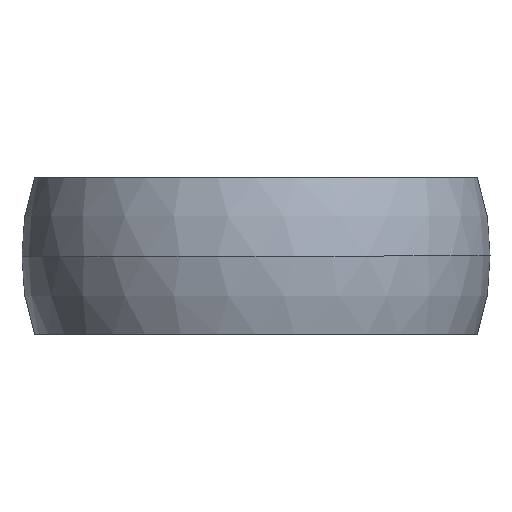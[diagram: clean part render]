
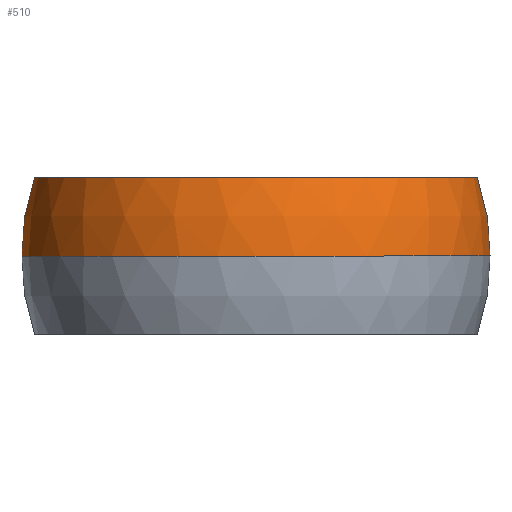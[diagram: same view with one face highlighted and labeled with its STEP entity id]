
A CAD part, left-side view. The second image highlights one B-rep face of the part: STEP entity #510.
In plain terms, the highlighted spherical face has radius 6 mm.
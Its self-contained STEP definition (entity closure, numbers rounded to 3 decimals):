
#12 = EDGE_CURVE ( 'NONE', #194, #312, #105, .T. ) ;
#19 = DIRECTION ( 'NONE',  ( 1., 0., 0. ) ) ;
#25 = CIRCLE ( 'NONE', #318, 5.657 ) ;
#27 = VERTEX_POINT ( 'NONE', #508 ) ;
#29 = ORIENTED_EDGE ( 'NONE', *, *, #486, .T. ) ;
#43 = CARTESIAN_POINT ( 'NONE',  ( -33.343, 2., 0. ) ) ;
#58 = EDGE_CURVE ( 'NONE', #27, #354, #484, .T. ) ;
#61 = DIRECTION ( 'NONE',  ( 0., 0., 1. ) ) ;
#71 = AXIS2_PLACEMENT_3D ( 'NONE', #222, #19, #178 ) ;
#82 = DIRECTION ( 'NONE',  ( 0., 0., -1. ) ) ;
#101 = ORIENTED_EDGE ( 'NONE', *, *, #58, .F. ) ;
#105 = CIRCLE ( 'NONE', #404, 5.657 ) ;
#110 = CARTESIAN_POINT ( 'NONE',  ( -33.343, 0., 0. ) ) ;
#112 = AXIS2_PLACEMENT_3D ( 'NONE', #110, #278, #240 ) ;
#121 = CARTESIAN_POINT ( 'NONE',  ( -33.343, 0., 2. ) ) ;
#135 = CARTESIAN_POINT ( 'NONE',  ( -33.343, -2., 0. ) ) ;
#137 = EDGE_CURVE ( 'NONE', #354, #312, #437, .T. ) ;
#147 = AXIS2_PLACEMENT_3D ( 'NONE', #191, #188, #399 ) ;
#178 = DIRECTION ( 'NONE',  ( 0., 0., -1. ) ) ;
#185 = CARTESIAN_POINT ( 'NONE',  ( -39., 0., 0. ) ) ;
#188 = DIRECTION ( 'NONE',  ( 0., 0., -1. ) ) ;
#189 = CARTESIAN_POINT ( 'NONE',  ( -39., 0., 0. ) ) ;
#191 = CARTESIAN_POINT ( 'NONE',  ( -39., 0., 0. ) ) ;
#194 = VERTEX_POINT ( 'NONE', #261 ) ;
#201 = DIRECTION ( 'NONE',  ( 1., 0., 0. ) ) ;
#202 = ORIENTED_EDGE ( 'NONE', *, *, #249, .F. ) ;
#209 = VERTEX_POINT ( 'NONE', #135 ) ;
#222 = CARTESIAN_POINT ( 'NONE',  ( -33.343, 0., 0. ) ) ;
#240 = DIRECTION ( 'NONE',  ( 0., 0., -1. ) ) ;
#245 = CIRCLE ( 'NONE', #71, 2. ) ;
#247 = CARTESIAN_POINT ( 'NONE',  ( -39., 0., 2. ) ) ;
#249 = EDGE_CURVE ( 'NONE', #312, #209, #245, .T. ) ;
#261 = CARTESIAN_POINT ( 'NONE',  ( -44.657, 0., 2. ) ) ;
#271 = SPHERICAL_SURFACE ( 'NONE', #379, 6. ) ;
#275 = DIRECTION ( 'NONE',  ( 0., 0., 1. ) ) ;
#278 = DIRECTION ( 'NONE',  ( 1., 0., 0. ) ) ;
#281 = EDGE_CURVE ( 'NONE', #312, #194, #25, .T. ) ;
#295 = CIRCLE ( 'NONE', #445, 6. ) ;
#312 = VERTEX_POINT ( 'NONE', #121 ) ;
#318 = AXIS2_PLACEMENT_3D ( 'NONE', #247, #82, #201 ) ;
#324 = ORIENTED_EDGE ( 'NONE', *, *, #281, .T. ) ;
#347 = FACE_OUTER_BOUND ( 'NONE', #463, .T. ) ;
#348 = ORIENTED_EDGE ( 'NONE', *, *, #137, .F. ) ;
#353 = DIRECTION ( 'NONE',  ( 0., 1., 0. ) ) ;
#354 = VERTEX_POINT ( 'NONE', #43 ) ;
#359 = ORIENTED_EDGE ( 'NONE', *, *, #12, .T. ) ;
#379 = AXIS2_PLACEMENT_3D ( 'NONE', #185, #275, #353 ) ;
#399 = DIRECTION ( 'NONE',  ( -1., 0., 0. ) ) ;
#404 = AXIS2_PLACEMENT_3D ( 'NONE', #429, #476, #439 ) ;
#429 = CARTESIAN_POINT ( 'NONE',  ( -39., 0., 2. ) ) ;
#430 = DIRECTION ( 'NONE',  ( 0., -1., 0. ) ) ;
#437 = CIRCLE ( 'NONE', #112, 2. ) ;
#439 = DIRECTION ( 'NONE',  ( 1., 0., 0. ) ) ;
#445 = AXIS2_PLACEMENT_3D ( 'NONE', #189, #61, #430 ) ;
#463 = EDGE_LOOP ( 'NONE', ( #101, #29, #202, #324, #359, #348 ) ) ;
#476 = DIRECTION ( 'NONE',  ( 0., 0., -1. ) ) ;
#484 = CIRCLE ( 'NONE', #147, 6. ) ;
#486 = EDGE_CURVE ( 'NONE', #27, #209, #295, .T. ) ;
#508 = CARTESIAN_POINT ( 'NONE',  ( -45., 0., 0. ) ) ;
#510 = ADVANCED_FACE ( 'NONE', ( #347 ), #271, .T. ) ;
